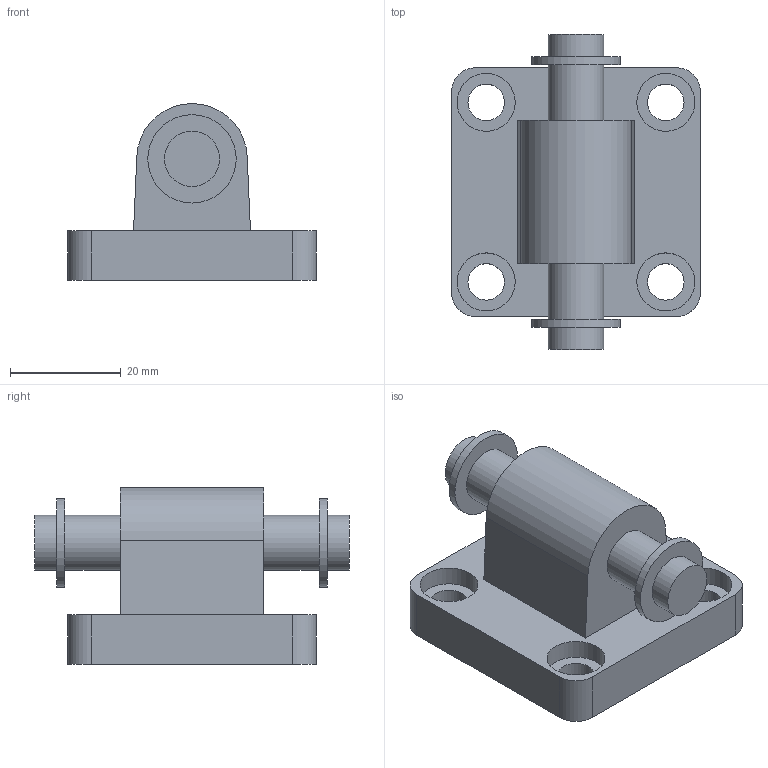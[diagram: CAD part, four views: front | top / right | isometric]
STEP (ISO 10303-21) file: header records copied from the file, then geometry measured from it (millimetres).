
FILE_DESCRIPTION((''),'2;1');
FILE_NAME('1380_32_09_1F.stp','2006-07-11T14:49:23',('rivolro1'),(''),'Autodesk Inventor 11','Autodesk Inventor 11','');
FILE_SCHEMA(('AUTOMOTIVE_DESIGN { 1 0 10303 214 1 1 1 1 }'));
Length unit declared in the file: millimetre
Products named in the file (1): 1380_32_09_1F
Bounding box: 45 x 57 x 32 mm (x, y, z)
Volume: 26431.9 mm3; surface area: 10001.9 mm2
Topology: 1 solids, 1 shells, 41 faces, 83 edges, 56 vertices
Faces by surface type: plane 16, bspline 14, cylinder 11
Full cylindrical faces by diameter (mm): 10 x4, 16 x2
Entity records: 1156 total; most frequent: CARTESIAN_POINT 330, DIRECTION 162, ORIENTED_EDGE 132, EDGE_LOOP 76, AXIS2_PLACEMENT_3D 68, EDGE_CURVE 66, VERTEX_POINT 54, FACE_OUTER_BOUND 41
